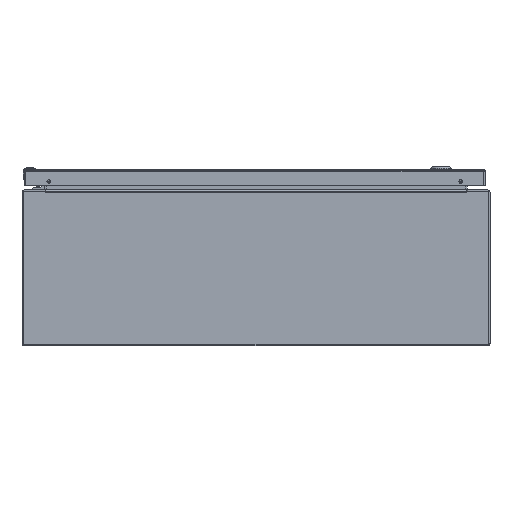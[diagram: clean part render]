
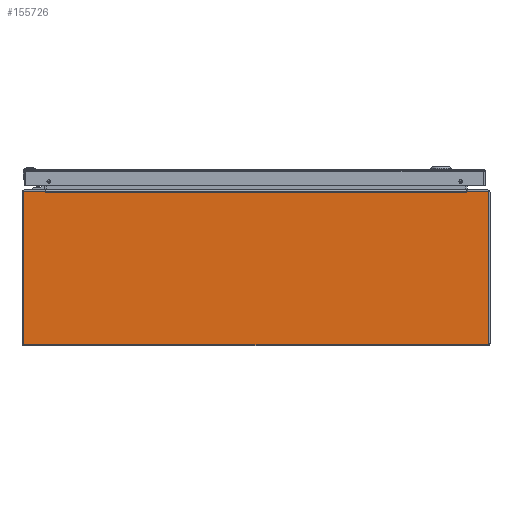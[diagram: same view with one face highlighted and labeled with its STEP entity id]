
A CAD part, front view. The second image highlights one B-rep face of the part: STEP entity #155726.
In plain terms, the highlighted planar face has unit normal (0, -1, 0).
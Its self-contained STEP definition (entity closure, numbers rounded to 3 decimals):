
#1385 = DIRECTION ( 'NONE',  ( 0., 0., -1. ) ) ;
#2695 = EDGE_CURVE ( 'NONE', #55915, #41547, #29918, .T. ) ;
#4089 = CARTESIAN_POINT ( 'NONE',  ( 10.806, -24., 3.883 ) ) ;
#4254 = CARTESIAN_POINT ( 'NONE',  ( 10.814, -24., 3.883 ) ) ;
#4641 = ORIENTED_EDGE ( 'NONE', *, *, #93688, .T. ) ;
#5022 = VECTOR ( 'NONE', #152137, 39.37 ) ;
#5761 = VECTOR ( 'NONE', #53547, 39.37 ) ;
#6034 = EDGE_CURVE ( 'NONE', #21988, #29584, #110885, .T. ) ;
#7172 = AXIS2_PLACEMENT_3D ( 'NONE', #55009, #39670, #89916 ) ;
#8019 = VECTOR ( 'NONE', #69954, 39.37 ) ;
#8265 = CARTESIAN_POINT ( 'NONE',  ( -10.818, -24., 3.91 ) ) ;
#13080 = CARTESIAN_POINT ( 'NONE',  ( -10.798, -24., 3.883 ) ) ;
#14312 = ORIENTED_EDGE ( 'NONE', *, *, #149318, .F. ) ;
#17084 = ORIENTED_EDGE ( 'NONE', *, *, #109432, .F. ) ;
#18762 = VERTEX_POINT ( 'NONE', #13080 ) ;
#20545 = CARTESIAN_POINT ( 'NONE',  ( 0., -24., 3.937 ) ) ;
#21988 = VERTEX_POINT ( 'NONE', #30013 ) ;
#22657 = CIRCLE ( 'NONE', #76943, 0.08 ) ;
#26669 = CARTESIAN_POINT ( 'NONE',  ( -10.806, -24., 3.883 ) ) ;
#28041 = DIRECTION ( 'NONE',  ( 0.174, 0., -0.985 ) ) ;
#28168 = ORIENTED_EDGE ( 'NONE', *, *, #105989, .T. ) ;
#29559 = CARTESIAN_POINT ( 'NONE',  ( 10.823, -24., 3.937 ) ) ;
#29584 = VERTEX_POINT ( 'NONE', #149356 ) ;
#29918 = LINE ( 'NONE', #92315, #156270 ) ;
#29962 = VERTEX_POINT ( 'NONE', #45830 ) ;
#30013 = CARTESIAN_POINT ( 'NONE',  ( -11.937, -24., -3.857 ) ) ;
#30583 = EDGE_LOOP ( 'NONE', ( #158781, #109122, #93739, #17084, #73600, #14312, #41857, #92568, #136481, #28168, #148279, #4641, #109722, #117890 ) ) ;
#36280 = EDGE_CURVE ( 'NONE', #154435, #55915, #22657, .T. ) ;
#36968 = DIRECTION ( 'NONE',  ( 1., 0., 0. ) ) ;
#37722 = VERTEX_POINT ( 'NONE', #89889 ) ;
#39670 = DIRECTION ( 'NONE',  ( 0., 1., 0. ) ) ;
#41520 = CIRCLE ( 'NONE', #69917, 0.08 ) ;
#41547 = VERTEX_POINT ( 'NONE', #144001 ) ;
#41857 = ORIENTED_EDGE ( 'NONE', *, *, #2695, .F. ) ;
#45493 = DIRECTION ( 'NONE',  ( 0., 0., -1. ) ) ;
#45571 = LINE ( 'NONE', #8265, #90617 ) ;
#45676 = DIRECTION ( 'NONE',  ( 0., 1., 0. ) ) ;
#45830 = CARTESIAN_POINT ( 'NONE',  ( -11.857, -24., 3.937 ) ) ;
#49736 = VERTEX_POINT ( 'NONE', #29559 ) ;
#49917 = AXIS2_PLACEMENT_3D ( 'NONE', #116864, #105491, #90870 ) ;
#51352 = LINE ( 'NONE', #124374, #56375 ) ;
#51684 = VECTOR ( 'NONE', #36968, 39.37 ) ;
#53547 = DIRECTION ( 'NONE',  ( -1., 0., 0. ) ) ;
#55009 = CARTESIAN_POINT ( 'NONE',  ( -11.857, -24., 3.857 ) ) ;
#55099 = CIRCLE ( 'NONE', #49917, 0.08 ) ;
#55915 = VERTEX_POINT ( 'NONE', #146011 ) ;
#56375 = VECTOR ( 'NONE', #138959, 39.37 ) ;
#61235 = VERTEX_POINT ( 'NONE', #132677 ) ;
#62268 = VECTOR ( 'NONE', #68238, 39.37 ) ;
#62607 = CARTESIAN_POINT ( 'NONE',  ( 11.857, -24., 3.937 ) ) ;
#63803 = VECTOR ( 'NONE', #76081, 39.37 ) ;
#65675 = LINE ( 'NONE', #4089, #5761 ) ;
#68205 = EDGE_CURVE ( 'NONE', #37722, #18762, #88263, .T. ) ;
#68238 = DIRECTION ( 'NONE',  ( -0.174, 0., -0.985 ) ) ;
#69917 = AXIS2_PLACEMENT_3D ( 'NONE', #146053, #94932, #45493 ) ;
#69954 = DIRECTION ( 'NONE',  ( 1., 0., 0. ) ) ;
#70484 = EDGE_CURVE ( 'NONE', #128803, #149891, #51352, .T. ) ;
#73600 = ORIENTED_EDGE ( 'NONE', *, *, #70484, .F. ) ;
#76081 = DIRECTION ( 'NONE',  ( 1., 0., 0. ) ) ;
#76186 = EDGE_CURVE ( 'NONE', #49736, #154435, #131632, .T. ) ;
#76943 = AXIS2_PLACEMENT_3D ( 'NONE', #156821, #45676, #144632 ) ;
#76975 = EDGE_CURVE ( 'NONE', #61235, #37722, #45571, .T. ) ;
#86550 = DIRECTION ( 'NONE',  ( 0., -1., 0. ) ) ;
#88263 = LINE ( 'NONE', #26669, #63803 ) ;
#89889 = CARTESIAN_POINT ( 'NONE',  ( -10.814, -24., 3.883 ) ) ;
#89916 = DIRECTION ( 'NONE',  ( 0., 0., -1. ) ) ;
#90617 = VECTOR ( 'NONE', #28041, 39.37 ) ;
#90870 = DIRECTION ( 'NONE',  ( 0., 0., -1. ) ) ;
#92315 = CARTESIAN_POINT ( 'NONE',  ( 11.937, -24., 0. ) ) ;
#92568 = ORIENTED_EDGE ( 'NONE', *, *, #36280, .F. ) ;
#93495 = EDGE_CURVE ( 'NONE', #29962, #61235, #159503, .T. ) ;
#93688 = EDGE_CURVE ( 'NONE', #101879, #18762, #117194, .T. ) ;
#93739 = ORIENTED_EDGE ( 'NONE', *, *, #6034, .F. ) ;
#94932 = DIRECTION ( 'NONE',  ( 0., 1., 0. ) ) ;
#98146 = EDGE_CURVE ( 'NONE', #29584, #29962, #103007, .T. ) ;
#101879 = VERTEX_POINT ( 'NONE', #157693 ) ;
#103007 = CIRCLE ( 'NONE', #7172, 0.08 ) ;
#105491 = DIRECTION ( 'NONE',  ( 0., 1., 0. ) ) ;
#105989 = EDGE_CURVE ( 'NONE', #49736, #131450, #129154, .T. ) ;
#109122 = ORIENTED_EDGE ( 'NONE', *, *, #98146, .F. ) ;
#109432 = EDGE_CURVE ( 'NONE', #149891, #21988, #55099, .T. ) ;
#109722 = ORIENTED_EDGE ( 'NONE', *, *, #68205, .F. ) ;
#110885 = LINE ( 'NONE', #125450, #122334 ) ;
#113275 = CARTESIAN_POINT ( 'NONE',  ( -11.857, -24., -3.937 ) ) ;
#113319 = FACE_OUTER_BOUND ( 'NONE', #30583, .T. ) ;
#116864 = CARTESIAN_POINT ( 'NONE',  ( -11.857, -24., -3.857 ) ) ;
#117194 = LINE ( 'NONE', #140733, #5022 ) ;
#117890 = ORIENTED_EDGE ( 'NONE', *, *, #76975, .F. ) ;
#122334 = VECTOR ( 'NONE', #136043, 39.37 ) ;
#122340 = CARTESIAN_POINT ( 'NONE',  ( 11.857, -24., -3.937 ) ) ;
#123892 = PLANE ( 'NONE',  #140477 ) ;
#124374 = CARTESIAN_POINT ( 'NONE',  ( 0., -24., -3.937 ) ) ;
#125450 = CARTESIAN_POINT ( 'NONE',  ( -11.937, -24., 0. ) ) ;
#127540 = CARTESIAN_POINT ( 'NONE',  ( 10.818, -24., 3.91 ) ) ;
#127948 = EDGE_CURVE ( 'NONE', #131450, #101879, #65675, .T. ) ;
#128803 = VERTEX_POINT ( 'NONE', #122340 ) ;
#128869 = DIRECTION ( 'NONE',  ( 0., 0., -1. ) ) ;
#129154 = LINE ( 'NONE', #127540, #62268 ) ;
#131450 = VERTEX_POINT ( 'NONE', #4254 ) ;
#131632 = LINE ( 'NONE', #20545, #8019 ) ;
#132677 = CARTESIAN_POINT ( 'NONE',  ( -10.823, -24., 3.937 ) ) ;
#136043 = DIRECTION ( 'NONE',  ( 0., 0., 1. ) ) ;
#136481 = ORIENTED_EDGE ( 'NONE', *, *, #76186, .F. ) ;
#138336 = CARTESIAN_POINT ( 'NONE',  ( 0., -24., 3.937 ) ) ;
#138959 = DIRECTION ( 'NONE',  ( -1., 0., 0. ) ) ;
#140477 = AXIS2_PLACEMENT_3D ( 'NONE', #160427, #86550, #1385 ) ;
#140733 = CARTESIAN_POINT ( 'NONE',  ( 0., -24., 3.883 ) ) ;
#144001 = CARTESIAN_POINT ( 'NONE',  ( 11.937, -24., -3.857 ) ) ;
#144632 = DIRECTION ( 'NONE',  ( 0., 0., -1. ) ) ;
#146011 = CARTESIAN_POINT ( 'NONE',  ( 11.937, -24., 3.857 ) ) ;
#146053 = CARTESIAN_POINT ( 'NONE',  ( 11.857, -24., -3.857 ) ) ;
#148279 = ORIENTED_EDGE ( 'NONE', *, *, #127948, .T. ) ;
#149318 = EDGE_CURVE ( 'NONE', #41547, #128803, #41520, .T. ) ;
#149356 = CARTESIAN_POINT ( 'NONE',  ( -11.937, -24., 3.857 ) ) ;
#149891 = VERTEX_POINT ( 'NONE', #113275 ) ;
#152137 = DIRECTION ( 'NONE',  ( -1., 0., 0. ) ) ;
#154435 = VERTEX_POINT ( 'NONE', #62607 ) ;
#155726 = ADVANCED_FACE ( 'NONE', ( #113319 ), #123892, .T. ) ;
#156270 = VECTOR ( 'NONE', #128869, 39.37 ) ;
#156821 = CARTESIAN_POINT ( 'NONE',  ( 11.857, -24., 3.857 ) ) ;
#157693 = CARTESIAN_POINT ( 'NONE',  ( 10.798, -24., 3.883 ) ) ;
#158781 = ORIENTED_EDGE ( 'NONE', *, *, #93495, .F. ) ;
#159503 = LINE ( 'NONE', #138336, #51684 ) ;
#160427 = CARTESIAN_POINT ( 'NONE',  ( 0., -24., 0. ) ) ;
